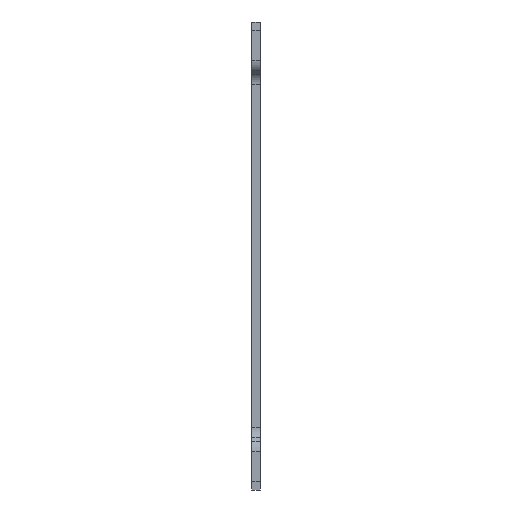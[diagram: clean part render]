
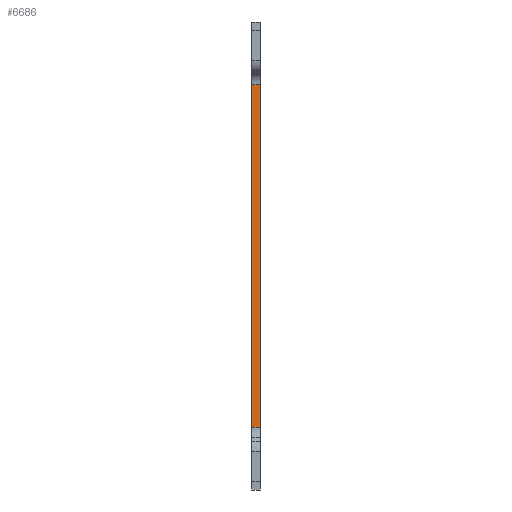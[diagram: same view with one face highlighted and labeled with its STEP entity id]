
A CAD part, front view. The second image highlights one B-rep face of the part: STEP entity #6686.
In plain terms, the highlighted planar face has unit normal (0, -1, 0).
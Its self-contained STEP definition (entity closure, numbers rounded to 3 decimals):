
#401=FACE_OUTER_BOUND('',#718,.T.);
#718=EDGE_LOOP('',(#4675,#4676,#4677,#4678));
#1287=LINE('',#9673,#2122);
#1288=LINE('',#9677,#2123);
#1289=LINE('',#9679,#2124);
#1290=LINE('',#9680,#2125);
#2122=VECTOR('',#7812,6.);
#2123=VECTOR('',#7817,246.891);
#2124=VECTOR('',#7818,6.);
#2125=VECTOR('',#7819,246.891);
#2930=VERTEX_POINT('',#9670);
#2931=VERTEX_POINT('',#9672);
#2932=VERTEX_POINT('',#9676);
#2933=VERTEX_POINT('',#9678);
#3644=EDGE_CURVE('',#2931,#2930,#1287,.T.);
#3646=EDGE_CURVE('',#2932,#2930,#1288,.T.);
#3647=EDGE_CURVE('',#2933,#2932,#1289,.T.);
#3648=EDGE_CURVE('',#2933,#2931,#1290,.T.);
#4675=ORIENTED_EDGE('',*,*,#3646,.F.);
#4676=ORIENTED_EDGE('',*,*,#3647,.F.);
#4677=ORIENTED_EDGE('',*,*,#3648,.T.);
#4678=ORIENTED_EDGE('',*,*,#3644,.T.);
#6413=PLANE('',#7040);
#6686=ADVANCED_FACE('',(#401),#6413,.T.);
#7040=AXIS2_PLACEMENT_3D('',#9675,#7815,#7816);
#7812=DIRECTION('',(0.,0.,1.));
#7815=DIRECTION('center_axis',(0.,-1.,0.));
#7816=DIRECTION('ref_axis',(0.,0.,-1.));
#7817=DIRECTION('',(1.,0.,0.));
#7818=DIRECTION('',(0.,0.,1.));
#7819=DIRECTION('',(1.,0.,0.));
#9670=CARTESIAN_POINT('',(123.446,-16.,3.));
#9672=CARTESIAN_POINT('',(123.446,-16.,-3.));
#9673=CARTESIAN_POINT('',(123.446,-16.,-3.));
#9675=CARTESIAN_POINT('Origin',(0.,-16.,-3.));
#9676=CARTESIAN_POINT('',(-123.446,-16.,3.));
#9677=CARTESIAN_POINT('',(-123.446,-16.,3.));
#9678=CARTESIAN_POINT('',(-123.446,-16.,-3.));
#9679=CARTESIAN_POINT('',(-123.446,-16.,-3.));
#9680=CARTESIAN_POINT('',(-123.446,-16.,-3.));
